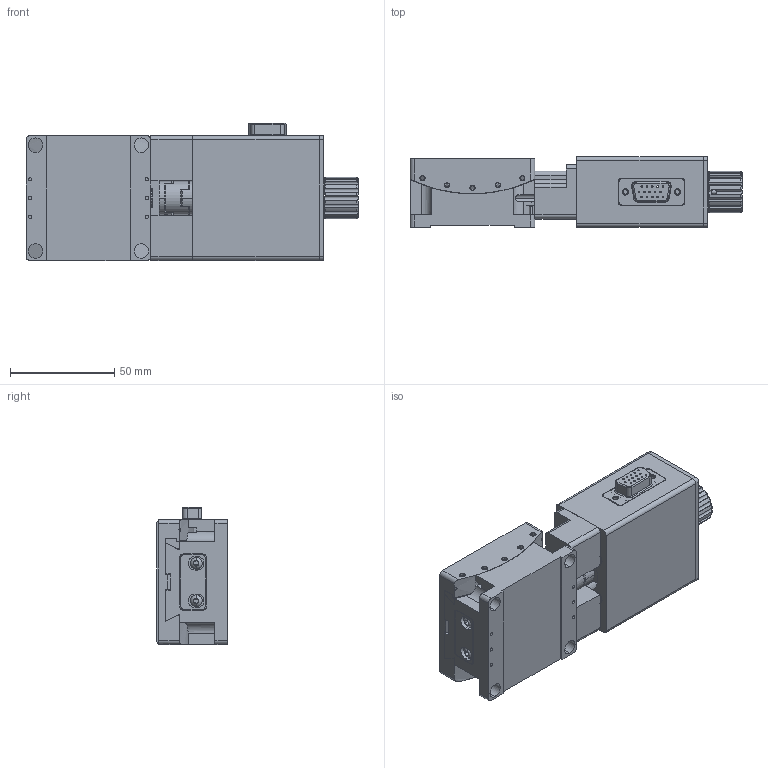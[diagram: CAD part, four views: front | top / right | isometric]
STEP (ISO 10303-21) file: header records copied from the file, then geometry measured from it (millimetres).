
FILE_DESCRIPTION (( 'STEP AP203' ), '1' );
FILE_NAME ('08MGR-6050.STEP', '2020-03-02T01:39:19', ( '' ), ( '' ), 'SwSTEP 2.0', 'SolidWorks 2016', '' );
FILE_SCHEMA (( 'CONFIG_CONTROL_DESIGN' ));
Products named in the file (1): 08MGR-6050
Bounding box: 159.5 x 34 x 65.83 mm (x, y, z)
Surface area: 50177.2 mm2 (no closed solid volume)
Topology: 0 solids, 26 shells, 731 faces, 2942 edges, 2129 vertices
Faces by surface type: plane 331, cylinder 254, bspline 59, torus 56, cone 23, sphere 8
Entity records: 37528 total; most frequent: CARTESIAN_POINT 13905, DIRECTION 4646, ORIENTED_EDGE 4532, EDGE_CURVE 2942, VERTEX_POINT 2129, VECTOR 1570, LINE 1570, AXIS2_PLACEMENT_3D 1538
